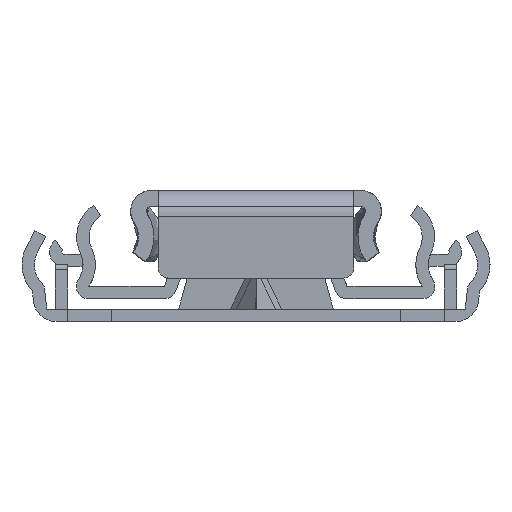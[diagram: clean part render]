
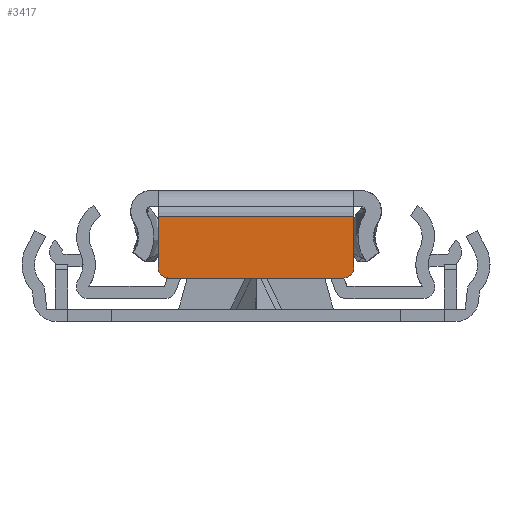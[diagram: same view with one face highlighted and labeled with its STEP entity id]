
A CAD part, left-side view. The second image highlights one B-rep face of the part: STEP entity #3417.
In plain terms, the highlighted planar face has unit normal (-1, 0, 0).
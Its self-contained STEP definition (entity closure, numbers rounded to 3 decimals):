
#1481 = EDGE_CURVE ( 'NONE', #7648, #5986, #11402, .T. ) ;
#1657 = DIRECTION ( 'NONE',  ( -1., 0., 0. ) ) ;
#1666 = ORIENTED_EDGE ( 'NONE', *, *, #7084, .F. ) ;
#1860 = DIRECTION ( 'NONE',  ( 0., 1., 0. ) ) ;
#2072 = EDGE_CURVE ( 'NONE', #8480, #6619, #14021, .T. ) ;
#2690 = ORIENTED_EDGE ( 'NONE', *, *, #2072, .T. ) ;
#3417 = ADVANCED_FACE ( 'NONE', ( #8296 ), #14688, .F. ) ;
#3715 = CARTESIAN_POINT ( 'NONE',  ( -53., -8.5, -7.75 ) ) ;
#4164 = CARTESIAN_POINT ( 'NONE',  ( -53., -9.5, -1.75 ) ) ;
#4751 = ORIENTED_EDGE ( 'NONE', *, *, #13298, .T. ) ;
#4879 = CARTESIAN_POINT ( 'NONE',  ( -53., -9.5, 0.75 ) ) ;
#4911 = VECTOR ( 'NONE', #1860, 1000. ) ;
#5986 = VERTEX_POINT ( 'NONE', #9153 ) ;
#6193 = DIRECTION ( 'NONE',  ( 1., 0., 0. ) ) ;
#6209 = ORIENTED_EDGE ( 'NONE', *, *, #10540, .T. ) ;
#6461 = DIRECTION ( 'NONE',  ( 0., -1., 0. ) ) ;
#6619 = VERTEX_POINT ( 'NONE', #3715 ) ;
#6741 = CARTESIAN_POINT ( 'NONE',  ( -53., 8.5, -6.75 ) ) ;
#6946 = CARTESIAN_POINT ( 'NONE',  ( -53., 9.5, -6.75 ) ) ;
#7015 = VERTEX_POINT ( 'NONE', #6946 ) ;
#7084 = EDGE_CURVE ( 'NONE', #7015, #5986, #9901, .T. ) ;
#7318 = AXIS2_PLACEMENT_3D ( 'NONE', #8944, #1657, #10160 ) ;
#7422 = CARTESIAN_POINT ( 'NONE',  ( -53., -9.5, -6.75 ) ) ;
#7648 = VERTEX_POINT ( 'NONE', #4164 ) ;
#7979 = DIRECTION ( 'NONE',  ( 0., 0., -1. ) ) ;
#8296 = FACE_OUTER_BOUND ( 'NONE', #14834, .T. ) ;
#8480 = VERTEX_POINT ( 'NONE', #9432 ) ;
#8944 = CARTESIAN_POINT ( 'NONE',  ( -53., -8.5, -6.75 ) ) ;
#9153 = CARTESIAN_POINT ( 'NONE',  ( -53., 9.5, -1.75 ) ) ;
#9432 = CARTESIAN_POINT ( 'NONE',  ( -53., 8.5, -7.75 ) ) ;
#9746 = DIRECTION ( 'NONE',  ( 0., 0., 1. ) ) ;
#9901 = LINE ( 'NONE', #10729, #13165 ) ;
#10037 = AXIS2_PLACEMENT_3D ( 'NONE', #13472, #6193, #14748 ) ;
#10160 = DIRECTION ( 'NONE',  ( 0., 0., -1. ) ) ;
#10295 = CIRCLE ( 'NONE', #15114, 1. ) ;
#10382 = VECTOR ( 'NONE', #6461, 1000. ) ;
#10535 = CIRCLE ( 'NONE', #7318, 1. ) ;
#10540 = EDGE_CURVE ( 'NONE', #6619, #12079, #10535, .T. ) ;
#10711 = LINE ( 'NONE', #4879, #13590 ) ;
#10729 = CARTESIAN_POINT ( 'NONE',  ( -53., 9.5, 0.75 ) ) ;
#11402 = LINE ( 'NONE', #14048, #4911 ) ;
#12079 = VERTEX_POINT ( 'NONE', #7422 ) ;
#13165 = VECTOR ( 'NONE', #15594, 1000. ) ;
#13298 = EDGE_CURVE ( 'NONE', #12079, #7648, #10711, .T. ) ;
#13472 = CARTESIAN_POINT ( 'NONE',  ( -53., 9.5, 0.75 ) ) ;
#13590 = VECTOR ( 'NONE', #9746, 1000. ) ;
#13799 = CARTESIAN_POINT ( 'NONE',  ( -53., 9.5, -7.75 ) ) ;
#14021 = LINE ( 'NONE', #13799, #10382 ) ;
#14048 = CARTESIAN_POINT ( 'NONE',  ( -53., 9.5, -1.75 ) ) ;
#14361 = EDGE_CURVE ( 'NONE', #7015, #8480, #10295, .T. ) ;
#14434 = ORIENTED_EDGE ( 'NONE', *, *, #14361, .T. ) ;
#14688 = PLANE ( 'NONE',  #10037 ) ;
#14748 = DIRECTION ( 'NONE',  ( 0., 0., -1. ) ) ;
#14834 = EDGE_LOOP ( 'NONE', ( #2690, #6209, #4751, #15294, #1666, #14434 ) ) ;
#15114 = AXIS2_PLACEMENT_3D ( 'NONE', #6741, #15281, #7979 ) ;
#15281 = DIRECTION ( 'NONE',  ( -1., 0., 0. ) ) ;
#15294 = ORIENTED_EDGE ( 'NONE', *, *, #1481, .T. ) ;
#15594 = DIRECTION ( 'NONE',  ( 0., 0., 1. ) ) ;
